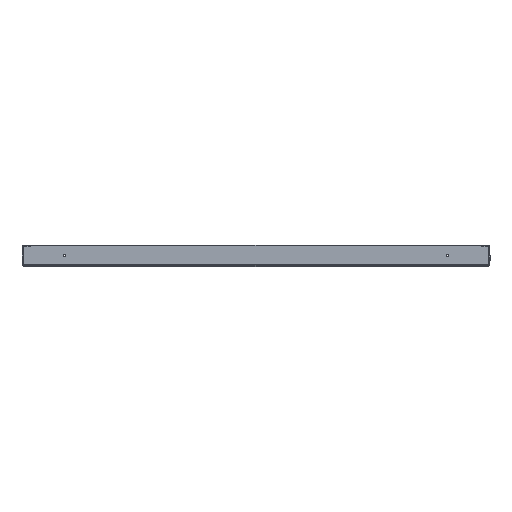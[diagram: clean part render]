
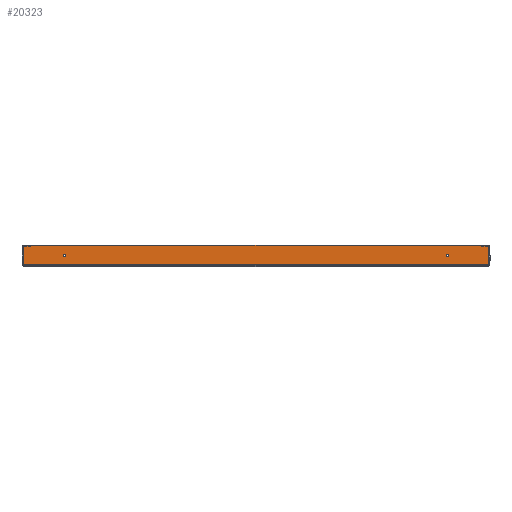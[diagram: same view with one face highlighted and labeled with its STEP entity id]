
A CAD part, front view. The second image highlights one B-rep face of the part: STEP entity #20323.
In plain terms, the highlighted planar face has unit normal (0, -1, 0).
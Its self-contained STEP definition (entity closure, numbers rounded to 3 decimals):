
#319 = VERTEX_POINT ( 'NONE', #67668 ) ;
#1671 = VERTEX_POINT ( 'NONE', #5943 ) ;
#4171 = VERTEX_POINT ( 'NONE', #37103 ) ;
#4376 = DIRECTION ( 'NONE',  ( -1., 0., 0. ) ) ;
#4547 = DIRECTION ( 'NONE',  ( 0., 0., 1. ) ) ;
#4658 = DIRECTION ( 'NONE',  ( 0., 0., 1. ) ) ;
#4947 = VERTEX_POINT ( 'NONE', #17175 ) ;
#5943 = CARTESIAN_POINT ( 'NONE',  ( -450., -900., 26.5 ) ) ;
#5983 = VERTEX_POINT ( 'NONE', #12280 ) ;
#8244 = EDGE_LOOP ( 'NONE', ( #53648, #30650 ) ) ;
#8525 = ORIENTED_EDGE ( 'NONE', *, *, #12147, .T. ) ;
#8636 = AXIS2_PLACEMENT_3D ( 'NONE', #44137, #11548, #65492 ) ;
#9033 = AXIS2_PLACEMENT_3D ( 'NONE', #14813, #9554, #30947 ) ;
#9083 = AXIS2_PLACEMENT_3D ( 'NONE', #54480, #60416, #40074 ) ;
#9554 = DIRECTION ( 'NONE',  ( 0., 1., 0. ) ) ;
#9556 = ORIENTED_EDGE ( 'NONE', *, *, #33793, .T. ) ;
#9832 = CARTESIAN_POINT ( 'NONE',  ( -546.929, -900., 0. ) ) ;
#11548 = DIRECTION ( 'NONE',  ( 0., 1., 0. ) ) ;
#11710 = ORIENTED_EDGE ( 'NONE', *, *, #44802, .F. ) ;
#12147 = EDGE_CURVE ( 'NONE', #64757, #47586, #13079, .T. ) ;
#12228 = AXIS2_PLACEMENT_3D ( 'NONE', #37680, #65676, #32432 ) ;
#12280 = CARTESIAN_POINT ( 'NONE',  ( 546.929, -900., 3. ) ) ;
#13079 = CIRCLE ( 'NONE', #17520, 1. ) ;
#14320 = EDGE_CURVE ( 'NONE', #30600, #20750, #28801, .T. ) ;
#14813 = CARTESIAN_POINT ( 'NONE',  ( -450., -900., 23.5 ) ) ;
#16164 = CARTESIAN_POINT ( 'NONE',  ( 546.929, -900., 0. ) ) ;
#16542 = ORIENTED_EDGE ( 'NONE', *, *, #60879, .T. ) ;
#16934 = CARTESIAN_POINT ( 'NONE',  ( 545.929, -900., 47. ) ) ;
#17175 = CARTESIAN_POINT ( 'NONE',  ( -546.929, -900., 3. ) ) ;
#17520 = AXIS2_PLACEMENT_3D ( 'NONE', #42197, #36582, #4658 ) ;
#18514 = VECTOR ( 'NONE', #49107, 1000. ) ;
#19481 = EDGE_CURVE ( 'NONE', #69221, #1671, #49332, .T. ) ;
#20323 = ADVANCED_FACE ( 'NONE', ( #22224, #33097, #65671 ), #39047, .F. ) ;
#20750 = VERTEX_POINT ( 'NONE', #61208 ) ;
#21845 = DIRECTION ( 'NONE',  ( 0., 0., 1. ) ) ;
#22224 = FACE_BOUND ( 'NONE', #8244, .T. ) ;
#24527 = CARTESIAN_POINT ( 'NONE',  ( -450., -900., 20.5 ) ) ;
#24811 = VECTOR ( 'NONE', #4547, 1000. ) ;
#25519 = CARTESIAN_POINT ( 'NONE',  ( 450., -900., 26.5 ) ) ;
#25737 = EDGE_CURVE ( 'NONE', #5983, #4947, #31359, .T. ) ;
#25791 = LINE ( 'NONE', #32090, #64773 ) ;
#26781 = DIRECTION ( 'NONE',  ( 0., 1., 0. ) ) ;
#27554 = ORIENTED_EDGE ( 'NONE', *, *, #47692, .T. ) ;
#27822 = CARTESIAN_POINT ( 'NONE',  ( 450., -900., 23.5 ) ) ;
#27941 = EDGE_CURVE ( 'NONE', #47586, #319, #25791, .T. ) ;
#28801 = CIRCLE ( 'NONE', #8636, 3. ) ;
#29195 = CARTESIAN_POINT ( 'NONE',  ( -545.929, -900., 46. ) ) ;
#29607 = AXIS2_PLACEMENT_3D ( 'NONE', #27822, #26781, #21845 ) ;
#30600 = VERTEX_POINT ( 'NONE', #25519 ) ;
#30650 = ORIENTED_EDGE ( 'NONE', *, *, #19481, .T. ) ;
#30947 = DIRECTION ( 'NONE',  ( 0., 0., 1. ) ) ;
#31359 = LINE ( 'NONE', #47819, #65150 ) ;
#32090 = CARTESIAN_POINT ( 'NONE',  ( 0., -900., 47. ) ) ;
#32308 = AXIS2_PLACEMENT_3D ( 'NONE', #29195, #50561, #46012 ) ;
#32432 = DIRECTION ( 'NONE',  ( 0., 0., 1. ) ) ;
#32433 = CARTESIAN_POINT ( 'NONE',  ( 546.929, -900., 46. ) ) ;
#33097 = FACE_BOUND ( 'NONE', #41414, .T. ) ;
#33793 = EDGE_CURVE ( 'NONE', #319, #4171, #62513, .T. ) ;
#34395 = EDGE_CURVE ( 'NONE', #1671, #69221, #55860, .T. ) ;
#36582 = DIRECTION ( 'NONE',  ( 0., -1., 0. ) ) ;
#36815 = LINE ( 'NONE', #9832, #24811 ) ;
#37103 = CARTESIAN_POINT ( 'NONE',  ( -546.929, -900., 46. ) ) ;
#37680 = CARTESIAN_POINT ( 'NONE',  ( -450., -900., 23.5 ) ) ;
#39047 = PLANE ( 'NONE',  #9083 ) ;
#39545 = ORIENTED_EDGE ( 'NONE', *, *, #14320, .T. ) ;
#40074 = DIRECTION ( 'NONE',  ( 0., 0., 1. ) ) ;
#41414 = EDGE_LOOP ( 'NONE', ( #39545, #27554 ) ) ;
#42197 = CARTESIAN_POINT ( 'NONE',  ( 545.929, -900., 46. ) ) ;
#42221 = EDGE_LOOP ( 'NONE', ( #44514, #9556, #11710, #49749, #16542, #8525 ) ) ;
#42552 = DIRECTION ( 'NONE',  ( -1., 0., 0. ) ) ;
#44137 = CARTESIAN_POINT ( 'NONE',  ( 450., -900., 23.5 ) ) ;
#44514 = ORIENTED_EDGE ( 'NONE', *, *, #27941, .T. ) ;
#44802 = EDGE_CURVE ( 'NONE', #4947, #4171, #36815, .T. ) ;
#46012 = DIRECTION ( 'NONE',  ( 0., 0., 1. ) ) ;
#47586 = VERTEX_POINT ( 'NONE', #16934 ) ;
#47692 = EDGE_CURVE ( 'NONE', #20750, #30600, #67614, .T. ) ;
#47819 = CARTESIAN_POINT ( 'NONE',  ( -550., -900., 3. ) ) ;
#49107 = DIRECTION ( 'NONE',  ( 0., 0., 1. ) ) ;
#49332 = CIRCLE ( 'NONE', #9033, 3. ) ;
#49749 = ORIENTED_EDGE ( 'NONE', *, *, #25737, .F. ) ;
#50561 = DIRECTION ( 'NONE',  ( 0., -1., 0. ) ) ;
#53648 = ORIENTED_EDGE ( 'NONE', *, *, #34395, .T. ) ;
#54480 = CARTESIAN_POINT ( 'NONE',  ( 0., -900., 0. ) ) ;
#55860 = CIRCLE ( 'NONE', #12228, 3. ) ;
#58917 = LINE ( 'NONE', #16164, #18514 ) ;
#60416 = DIRECTION ( 'NONE',  ( 0., 1., 0. ) ) ;
#60879 = EDGE_CURVE ( 'NONE', #5983, #64757, #58917, .T. ) ;
#61208 = CARTESIAN_POINT ( 'NONE',  ( 450., -900., 20.5 ) ) ;
#62513 = CIRCLE ( 'NONE', #32308, 1. ) ;
#64757 = VERTEX_POINT ( 'NONE', #32433 ) ;
#64773 = VECTOR ( 'NONE', #4376, 1000. ) ;
#65150 = VECTOR ( 'NONE', #42552, 1000. ) ;
#65492 = DIRECTION ( 'NONE',  ( 0., 0., 1. ) ) ;
#65671 = FACE_OUTER_BOUND ( 'NONE', #42221, .T. ) ;
#65676 = DIRECTION ( 'NONE',  ( 0., 1., 0. ) ) ;
#67614 = CIRCLE ( 'NONE', #29607, 3. ) ;
#67668 = CARTESIAN_POINT ( 'NONE',  ( -545.929, -900., 47. ) ) ;
#69221 = VERTEX_POINT ( 'NONE', #24527 ) ;
